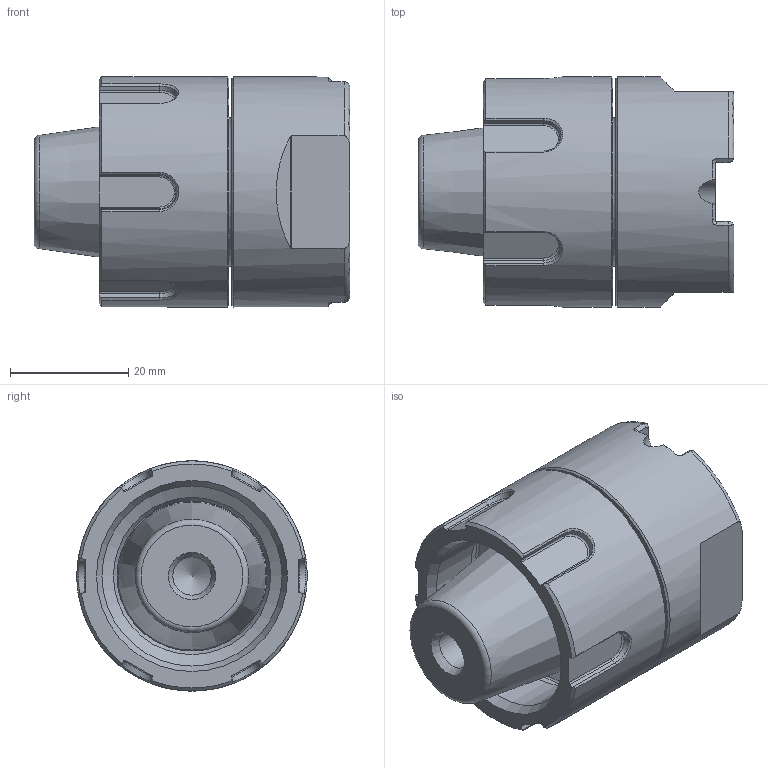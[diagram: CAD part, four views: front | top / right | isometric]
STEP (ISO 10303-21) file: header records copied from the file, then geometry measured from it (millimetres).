
FILE_DESCRIPTION (( 'STEP AP203' ), '1' );
FILE_NAME ('216.025.000.STEP', '2022-12-16T09:43:32', ( '' ), ( '' ), 'SwSTEP 2.0', 'SolidWorks 2017', '' );
FILE_SCHEMA (( 'CONFIG_CONTROL_DESIGN' ));
Length unit declared in the file: millimetre
Products named in the file (3): E25-EH1.K01.059_D; 216.025.000; MSX-ER1.XXX.XXX_A_Mutter Spannzangenkegel E25
Assembly tree (2 placements, depth 2):
  216.025.000
    E25-EH1.K01.059_D
    MSX-ER1.XXX.XXX_A_Mutter Spannzangenkegel E25
Bounding box: 53.5 x 39 x 39 mm (x, y, z)
Volume: 43997.3 mm3; surface area: 15670.7 mm2
Topology: 2 solids, 2 shells, 332 faces, 860 edges, 550 vertices
Faces by surface type: plane 162, bspline 81, cone 40, cylinder 35, torus 14
Full cylindrical faces by diameter (mm): 2.5 x1, 3.3 x6, 4.2 x1, 6.5 x1, 23 x1, 25 x2, 25.4 x2, 29.4 x1, 30.5 x1, 33 x1, 39 x2
Entity records: 14392 total; most frequent: CARTESIAN_POINT 6881, ORIENTED_EDGE 1602, DIRECTION 1190, EDGE_CURVE 801, VERTEX_POINT 538, LINE 448, VECTOR 448, EDGE_LOOP 401
